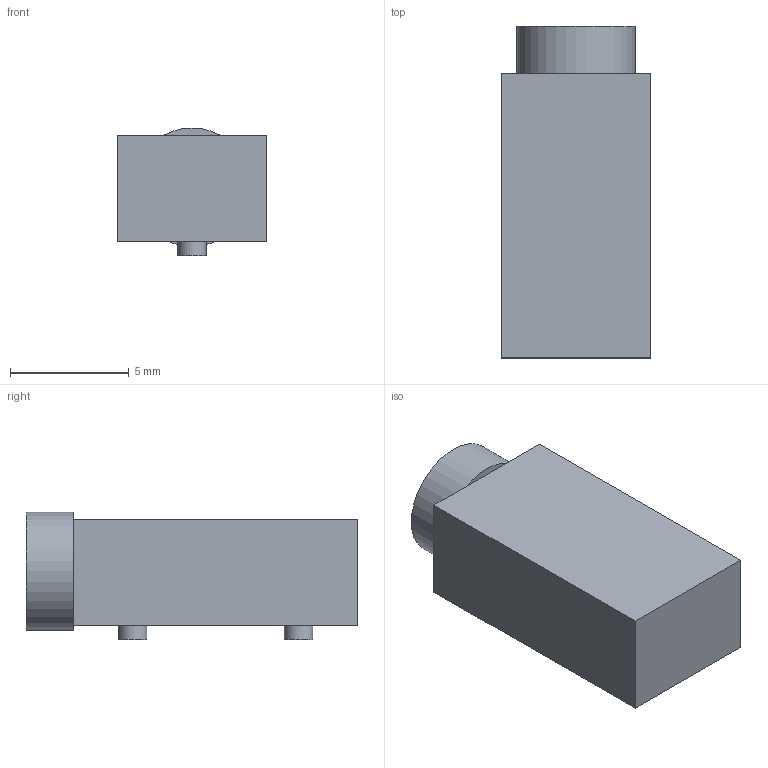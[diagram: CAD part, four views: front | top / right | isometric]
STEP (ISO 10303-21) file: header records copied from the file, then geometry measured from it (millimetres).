
FILE_DESCRIPTION(('FreeCAD Model'),'2;1');
FILE_NAME('PJ-3420.step', '2020-03-07T12:08:43',('Author'),(''), 'Open CASCADE STEP processor 7.4','FreeCAD','Unknown');
FILE_SCHEMA(('AUTOMOTIVE_DESIGN { 1 0 10303 214 1 1 1 1 }'));
Length unit declared in the file: millimetre
Products named in the file (6): cylinder; cube; cylinder002; cylinder001; difference; cylinder003
Bounding box: 6.3 x 14 x 5.4 mm (x, y, z)
Volume: 421.1 mm3; surface area: 512.7 mm2
Topology: 6 solids, 6 shells, 22 faces, 30 edges, 20 vertices
Faces by surface type: plane 16, cylinder 6
Full cylindrical faces by diameter (mm): 1.2 x2, 3.6 x2, 5 x2
Entity records: 990 total; most frequent: DIRECTION 148, CARTESIAN_POINT 133, LINE 66, VECTOR 66, ORIENTED_EDGE 60, PCURVE 60, DEFINITIONAL_REPRESENTATION 60, AXIS2_PLACEMENT_3D 35
